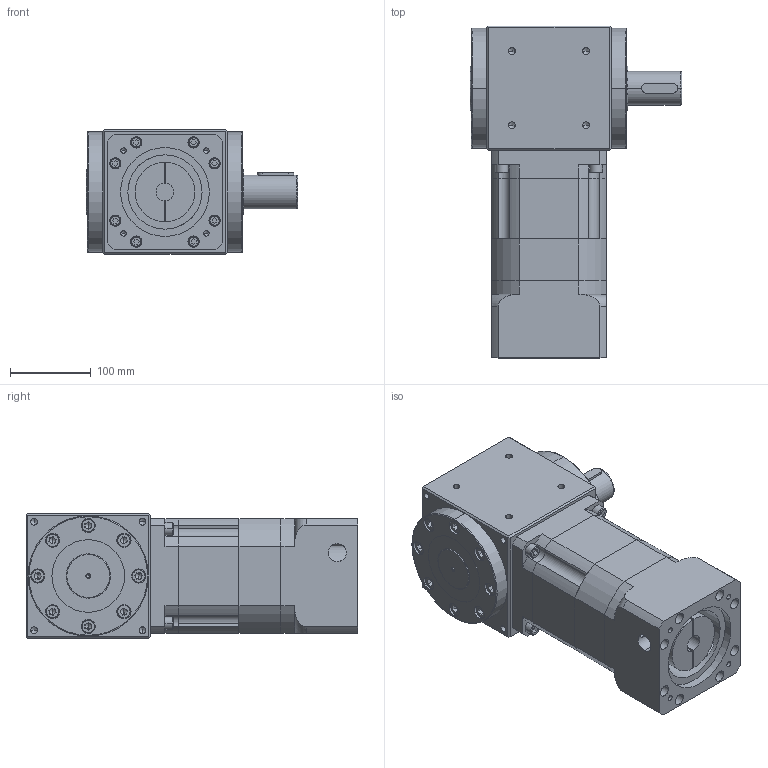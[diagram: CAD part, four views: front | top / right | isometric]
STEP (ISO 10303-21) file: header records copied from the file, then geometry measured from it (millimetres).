
FILE_DESCRIPTION (( 'STEP AP214' ), '1' );
FILE_NAME ('RAM150-L2-XX-S-22-110-145-M8_2019.STEP', '2019-04-10T06:24:03', ( 'Y' ), ( 'NCU' ), 'SwSTEP 2.0', 'SolidWorks 2016', '' );
FILE_SCHEMA (( 'AUTOMOTIVE_DESIGN' ));
Length unit declared in the file: millimetre
Products named in the file (1): RAM150-L2-XX-S-22-110-145-M8_2019
Bounding box: 262 x 411 x 154 mm (x, y, z)
Volume: 8869959.8 mm3; surface area: 579692.1 mm2
Topology: 6 solids, 23 shells, 892 faces, 2089 edges, 1283 vertices
Faces by surface type: plane 435, cylinder 297, cone 114, torus 46
Entity records: 26754 total; most frequent: CARTESIAN_POINT 4943, DIRECTION 4587, ORIENTED_EDGE 4006, EDGE_CURVE 2003, AXIS2_PLACEMENT_3D 1731, VERTEX_POINT 1283, LINE 1125, VECTOR 1125
